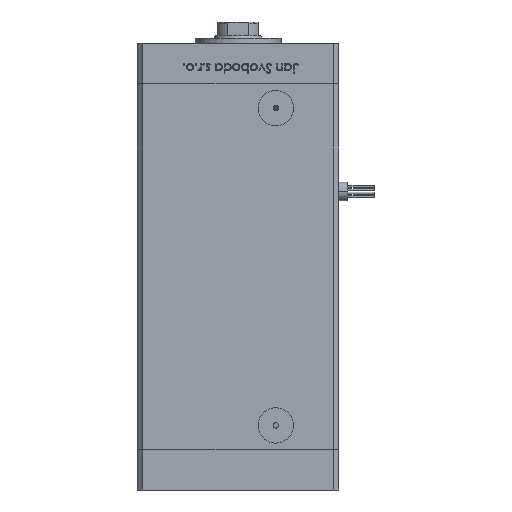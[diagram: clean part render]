
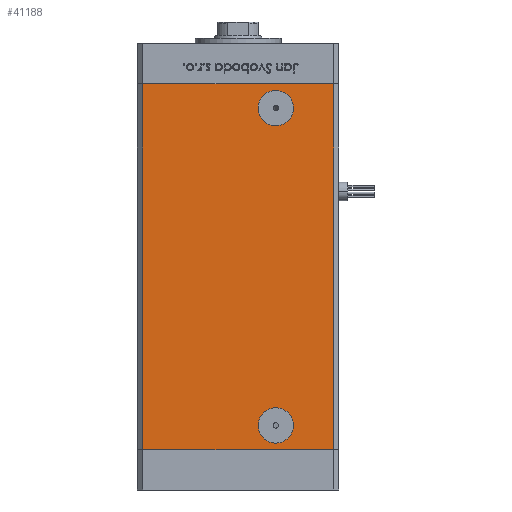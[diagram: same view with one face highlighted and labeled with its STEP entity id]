
A CAD part, front view. The second image highlights one B-rep face of the part: STEP entity #41188.
In plain terms, the highlighted planar face has unit normal (0, -1, 0).
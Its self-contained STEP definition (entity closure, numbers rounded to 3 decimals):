
#262 = FACE_OUTER_BOUND ( 'NONE', #6998, .T. ) ;
#1166 = VECTOR ( 'NONE', #13878, 1000. ) ;
#1376 = CARTESIAN_POINT ( 'NONE',  ( 35.5, -32.5, 136. ) ) ;
#1556 = CARTESIAN_POINT ( 'NONE',  ( -35.5, -32.5, 136. ) ) ;
#2350 = EDGE_CURVE ( 'NONE', #33407, #35822, #37920, .T. ) ;
#2388 = CIRCLE ( 'NONE', #13050, 6.58 ) ;
#3412 = VERTEX_POINT ( 'NONE', #35157 ) ;
#3577 = VERTEX_POINT ( 'NONE', #21197 ) ;
#4334 = CARTESIAN_POINT ( 'NONE',  ( -35.5, -32.5, 0. ) ) ;
#5520 = DIRECTION ( 'NONE',  ( 0., 0., 1. ) ) ;
#6099 = LINE ( 'NONE', #1376, #1166 ) ;
#6958 = CARTESIAN_POINT ( 'NONE',  ( 35.5, -32.5, 0. ) ) ;
#6998 = EDGE_LOOP ( 'NONE', ( #14635, #50172, #30238, #37821 ) ) ;
#8231 = DIRECTION ( 'NONE',  ( 1., 0., 0. ) ) ;
#8517 = CIRCLE ( 'NONE', #44029, 6.58 ) ;
#9391 = LINE ( 'NONE', #10493, #23569 ) ;
#10493 = CARTESIAN_POINT ( 'NONE',  ( -35.5, -32.5, 136. ) ) ;
#10498 = EDGE_CURVE ( 'NONE', #48683, #24035, #6099, .T. ) ;
#11117 = DIRECTION ( 'NONE',  ( 0., 0., -1. ) ) ;
#11133 = AXIS2_PLACEMENT_3D ( 'NONE', #50254, #29181, #53601 ) ;
#12756 = DIRECTION ( 'NONE',  ( 0., 1., 0. ) ) ;
#13050 = AXIS2_PLACEMENT_3D ( 'NONE', #21356, #33865, #46915 ) ;
#13309 = FACE_BOUND ( 'NONE', #25034, .T. ) ;
#13511 = CARTESIAN_POINT ( 'NONE',  ( 35.5, -32.5, 136. ) ) ;
#13878 = DIRECTION ( 'NONE',  ( 0., 0., -1. ) ) ;
#14635 = ORIENTED_EDGE ( 'NONE', *, *, #24955, .T. ) ;
#15249 = VERTEX_POINT ( 'NONE', #48033 ) ;
#18024 = FACE_BOUND ( 'NONE', #43632, .T. ) ;
#18239 = AXIS2_PLACEMENT_3D ( 'NONE', #30540, #12756, #5520 ) ;
#20512 = EDGE_CURVE ( 'NONE', #15249, #3577, #9391, .T. ) ;
#21060 = DIRECTION ( 'NONE',  ( 0., 1., 0. ) ) ;
#21197 = CARTESIAN_POINT ( 'NONE',  ( -35.5, -32.5, 0. ) ) ;
#21356 = CARTESIAN_POINT ( 'NONE',  ( 14., -32.5, 127. ) ) ;
#21655 = EDGE_CURVE ( 'NONE', #15249, #48683, #39627, .T. ) ;
#23569 = VECTOR ( 'NONE', #52435, 1000. ) ;
#23651 = ORIENTED_EDGE ( 'NONE', *, *, #24767, .T. ) ;
#24035 = VERTEX_POINT ( 'NONE', #6958 ) ;
#24767 = EDGE_CURVE ( 'NONE', #35822, #33407, #2388, .T. ) ;
#24955 = EDGE_CURVE ( 'NONE', #3577, #24035, #49918, .T. ) ;
#25012 = DIRECTION ( 'NONE',  ( 0., -1., 0. ) ) ;
#25034 = EDGE_LOOP ( 'NONE', ( #36611, #23651 ) ) ;
#25065 = CARTESIAN_POINT ( 'NONE',  ( 14., -32.5, 133.58 ) ) ;
#26280 = VECTOR ( 'NONE', #35463, 1000. ) ;
#28189 = AXIS2_PLACEMENT_3D ( 'NONE', #50781, #21060, #42466 ) ;
#29054 = VECTOR ( 'NONE', #8231, 1000. ) ;
#29143 = VERTEX_POINT ( 'NONE', #31435 ) ;
#29181 = DIRECTION ( 'NONE',  ( 0., -1., 0. ) ) ;
#30238 = ORIENTED_EDGE ( 'NONE', *, *, #21655, .F. ) ;
#30540 = CARTESIAN_POINT ( 'NONE',  ( -35.5, -32.5, 136. ) ) ;
#31435 = CARTESIAN_POINT ( 'NONE',  ( 14., -32.5, 15.58 ) ) ;
#33407 = VERTEX_POINT ( 'NONE', #38594 ) ;
#33865 = DIRECTION ( 'NONE',  ( 0., 1., 0. ) ) ;
#35157 = CARTESIAN_POINT ( 'NONE',  ( 14., -32.5, 2.42 ) ) ;
#35463 = DIRECTION ( 'NONE',  ( 1., 0., 0. ) ) ;
#35822 = VERTEX_POINT ( 'NONE', #25065 ) ;
#36611 = ORIENTED_EDGE ( 'NONE', *, *, #2350, .T. ) ;
#37515 = CARTESIAN_POINT ( 'NONE',  ( 14., -32.5, 9. ) ) ;
#37821 = ORIENTED_EDGE ( 'NONE', *, *, #20512, .T. ) ;
#37920 = CIRCLE ( 'NONE', #28189, 6.58 ) ;
#38594 = CARTESIAN_POINT ( 'NONE',  ( 14., -32.5, 120.42 ) ) ;
#39627 = LINE ( 'NONE', #1556, #26280 ) ;
#40784 = EDGE_CURVE ( 'NONE', #3412, #29143, #49295, .T. ) ;
#41188 = ADVANCED_FACE ( 'NONE', ( #18024, #262, #13309 ), #42776, .F. ) ;
#42466 = DIRECTION ( 'NONE',  ( 0., 0., -1. ) ) ;
#42776 = PLANE ( 'NONE',  #18239 ) ;
#43318 = EDGE_CURVE ( 'NONE', #29143, #3412, #8517, .T. ) ;
#43632 = EDGE_LOOP ( 'NONE', ( #46348, #48514 ) ) ;
#44029 = AXIS2_PLACEMENT_3D ( 'NONE', #37515, #25012, #11117 ) ;
#46348 = ORIENTED_EDGE ( 'NONE', *, *, #40784, .F. ) ;
#46915 = DIRECTION ( 'NONE',  ( 0., 0., -1. ) ) ;
#48033 = CARTESIAN_POINT ( 'NONE',  ( -35.5, -32.5, 136. ) ) ;
#48514 = ORIENTED_EDGE ( 'NONE', *, *, #43318, .F. ) ;
#48683 = VERTEX_POINT ( 'NONE', #13511 ) ;
#49295 = CIRCLE ( 'NONE', #11133, 6.58 ) ;
#49918 = LINE ( 'NONE', #4334, #29054 ) ;
#50172 = ORIENTED_EDGE ( 'NONE', *, *, #10498, .F. ) ;
#50254 = CARTESIAN_POINT ( 'NONE',  ( 14., -32.5, 9. ) ) ;
#50781 = CARTESIAN_POINT ( 'NONE',  ( 14., -32.5, 127. ) ) ;
#52435 = DIRECTION ( 'NONE',  ( 0., 0., -1. ) ) ;
#53601 = DIRECTION ( 'NONE',  ( 0., 0., -1. ) ) ;
